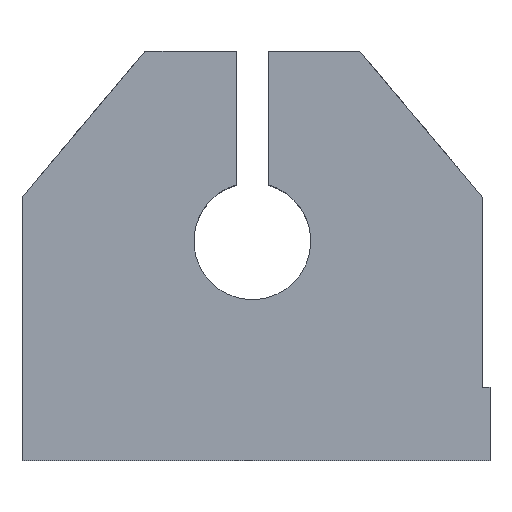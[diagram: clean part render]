
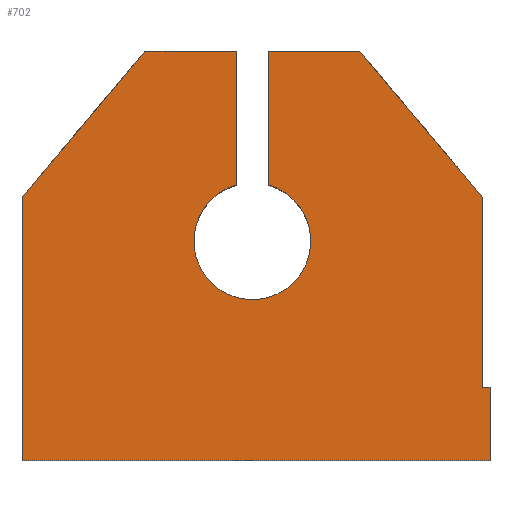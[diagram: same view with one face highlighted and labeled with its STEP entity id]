
A CAD part, top view. The second image highlights one B-rep face of the part: STEP entity #702.
In plain terms, the highlighted planar face has unit normal (0, 0, 1).
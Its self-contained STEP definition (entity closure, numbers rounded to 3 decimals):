
#70=CIRCLE('',#780,4.);
#111=FACE_OUTER_BOUND('',#164,.T.);
#164=EDGE_LOOP('',(#624,#625,#626,#627,#628,#629,#630,#631,#632,#633,#634,
#635));
#166=LINE('',#986,#229);
#171=LINE('',#995,#234);
#194=LINE('',#1172,#257);
#213=LINE('',#1238,#276);
#215=LINE('',#1242,#278);
#217=LINE('',#1246,#280);
#220=LINE('',#1254,#283);
#222=LINE('',#1258,#285);
#224=LINE('',#1262,#287);
#226=LINE('',#1265,#289);
#227=LINE('',#1267,#290);
#229=VECTOR('',#792,10.);
#234=VECTOR('',#799,10.);
#257=VECTOR('',#874,10.);
#276=VECTOR('',#945,10.);
#278=VECTOR('',#949,10.);
#280=VECTOR('',#953,10.);
#283=VECTOR('',#962,10.);
#285=VECTOR('',#966,10.);
#287=VECTOR('',#970,10.);
#289=VECTOR('',#974,10.);
#290=VECTOR('',#977,10.);
#291=VERTEX_POINT('',#982);
#293=VERTEX_POINT('',#985);
#295=VERTEX_POINT('',#991);
#325=VERTEX_POINT('',#1170);
#326=VERTEX_POINT('',#1171);
#347=VERTEX_POINT('',#1237);
#348=VERTEX_POINT('',#1241);
#349=VERTEX_POINT('',#1245);
#350=VERTEX_POINT('',#1249);
#351=VERTEX_POINT('',#1253);
#352=VERTEX_POINT('',#1257);
#353=VERTEX_POINT('',#1261);
#355=EDGE_CURVE('',#291,#293,#166,.T.);
#360=EDGE_CURVE('',#293,#295,#171,.T.);
#400=EDGE_CURVE('',#325,#326,#194,.T.);
#432=EDGE_CURVE('',#347,#325,#213,.T.);
#434=EDGE_CURVE('',#326,#348,#215,.T.);
#436=EDGE_CURVE('',#348,#349,#217,.T.);
#438=EDGE_CURVE('',#349,#350,#70,.T.);
#440=EDGE_CURVE('',#350,#351,#220,.T.);
#442=EDGE_CURVE('',#351,#352,#222,.T.);
#444=EDGE_CURVE('',#352,#353,#224,.T.);
#446=EDGE_CURVE('',#353,#291,#226,.T.);
#447=EDGE_CURVE('',#295,#347,#227,.T.);
#624=ORIENTED_EDGE('',*,*,#432,.F.);
#625=ORIENTED_EDGE('',*,*,#447,.F.);
#626=ORIENTED_EDGE('',*,*,#360,.F.);
#627=ORIENTED_EDGE('',*,*,#355,.F.);
#628=ORIENTED_EDGE('',*,*,#446,.F.);
#629=ORIENTED_EDGE('',*,*,#444,.F.);
#630=ORIENTED_EDGE('',*,*,#442,.F.);
#631=ORIENTED_EDGE('',*,*,#440,.F.);
#632=ORIENTED_EDGE('',*,*,#438,.F.);
#633=ORIENTED_EDGE('',*,*,#436,.F.);
#634=ORIENTED_EDGE('',*,*,#434,.F.);
#635=ORIENTED_EDGE('',*,*,#400,.F.);
#662=PLANE('',#786);
#702=ADVANCED_FACE('',(#111),#662,.T.);
#780=AXIS2_PLACEMENT_3D('',#1250,#957,#958);
#786=AXIS2_PLACEMENT_3D('',#1268,#978,#979);
#792=DIRECTION('',(1.,0.,0.));
#799=DIRECTION('',(0.,-1.,0.));
#874=DIRECTION('',(0.643,0.766,0.));
#945=DIRECTION('',(0.,1.,0.));
#949=DIRECTION('',(1.,0.,0.));
#953=DIRECTION('',(0.,-1.,0.));
#957=DIRECTION('center_axis',(0.,0.,1.));
#958=DIRECTION('ref_axis',(0.269,-0.963,0.));
#962=DIRECTION('',(0.,1.,0.));
#966=DIRECTION('',(1.,0.,0.));
#970=DIRECTION('',(0.643,-0.766,0.));
#974=DIRECTION('',(0.,-1.,0.));
#977=DIRECTION('',(-1.,0.,0.));
#978=DIRECTION('center_axis',(0.,0.,1.));
#979=DIRECTION('ref_axis',(1.,0.,0.));
#982=CARTESIAN_POINT('',(15.75,-9.,9.));
#985=CARTESIAN_POINT('',(16.25,-9.,9.));
#986=CARTESIAN_POINT('',(15.75,-9.,9.));
#991=CARTESIAN_POINT('',(16.25,-14.,9.));
#995=CARTESIAN_POINT('',(16.25,-9.,9.));
#1170=CARTESIAN_POINT('',(-15.75,4.,9.));
#1171=CARTESIAN_POINT('',(-7.35,14.,9.));
#1172=CARTESIAN_POINT('',(-7.35,14.,9.));
#1237=CARTESIAN_POINT('',(-15.75,-14.,9.));
#1238=CARTESIAN_POINT('',(-15.75,4.,9.));
#1241=CARTESIAN_POINT('',(-1.075,14.,9.));
#1242=CARTESIAN_POINT('',(-1.075,14.,9.));
#1245=CARTESIAN_POINT('',(-1.075,4.853,9.));
#1246=CARTESIAN_POINT('',(-1.075,4.853,9.));
#1249=CARTESIAN_POINT('',(1.075,4.853,9.));
#1250=CARTESIAN_POINT('Origin',(0.,1.,9.));
#1253=CARTESIAN_POINT('',(1.075,14.,9.));
#1254=CARTESIAN_POINT('',(1.075,14.,9.));
#1257=CARTESIAN_POINT('',(7.35,14.,9.));
#1258=CARTESIAN_POINT('',(7.35,14.,9.));
#1261=CARTESIAN_POINT('',(15.75,4.,9.));
#1262=CARTESIAN_POINT('',(15.75,4.,9.));
#1265=CARTESIAN_POINT('',(15.75,-14.,9.));
#1267=CARTESIAN_POINT('',(-15.75,-14.,9.));
#1268=CARTESIAN_POINT('Origin',(0.,-0.098,9.));
